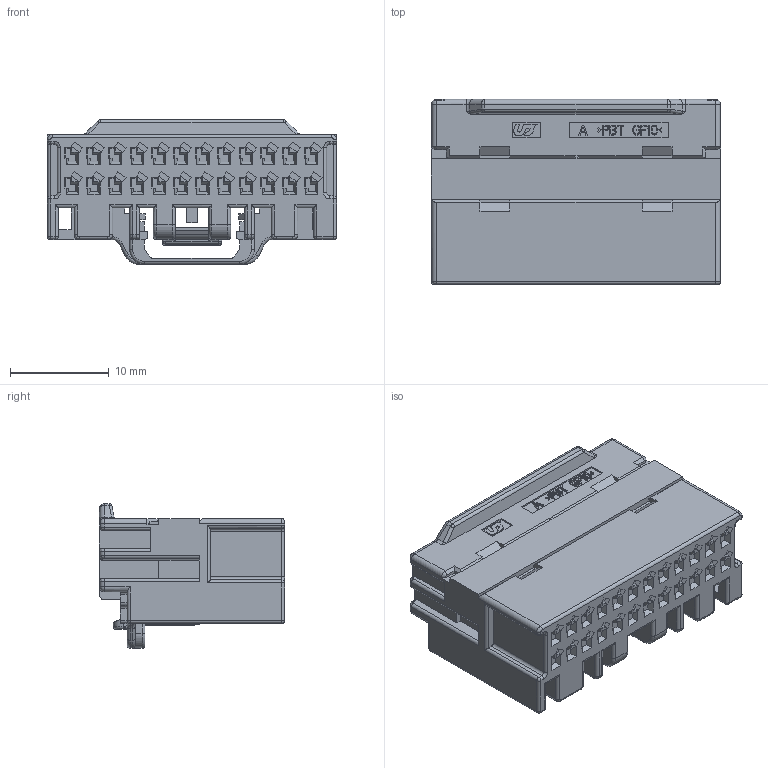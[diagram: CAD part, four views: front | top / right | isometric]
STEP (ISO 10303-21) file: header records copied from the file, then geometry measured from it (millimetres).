
FILE_DESCRIPTION((''),'2;1');
FILE_NAME('025_24F_HSG-A','2023-01-04T15:27:54',('jhryu'),(''),'CREO PARAMETRIC BY PTC INC, 2017380','CREO PARAMETRIC BY PTC INC, 2017380','');
FILE_SCHEMA(('CONFIG_CONTROL_DESIGN'));
Length unit declared in the file: millimetre
Products named in the file (1): 025_24F_HSG-A
Bounding box: 29.2 x 18.7 x 14.6 mm (x, y, z)
Volume: 4443.6 mm3; surface area: 3465.6 mm2
Topology: 1 solids, 1 shells, 1598 faces, 4320 edges, 2800 vertices
Faces by surface type: plane 1332, cylinder 196, torus 26, bspline 22, sphere 20, cone 2
Entity records: 50190 total; most frequent: CARTESIAN_POINT 9965, ORIENTED_EDGE 8640, DIRECTION 7764, EDGE_CURVE 4320, VECTOR 3806, LINE 3806, VERTEX_POINT 2800, AXIS2_PLACEMENT_3D 1979
